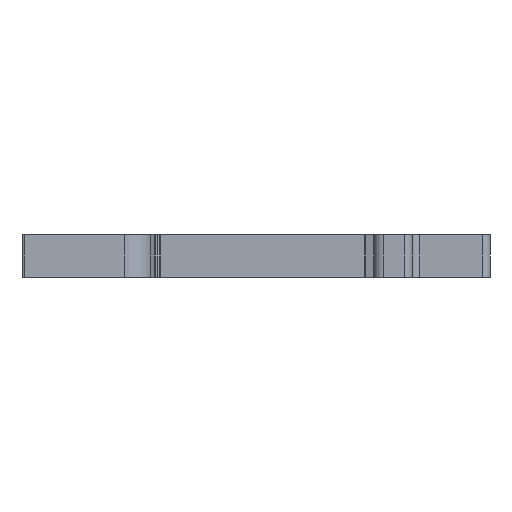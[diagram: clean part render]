
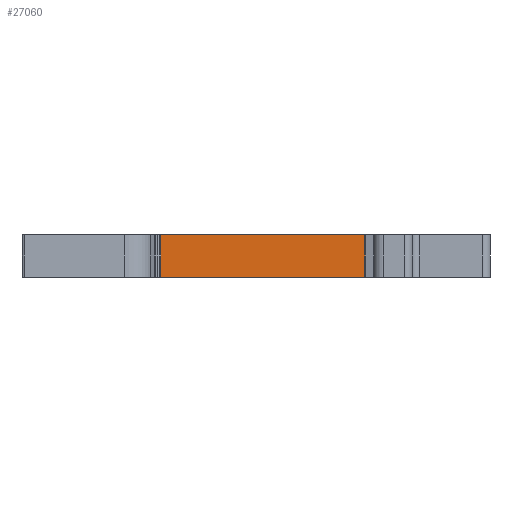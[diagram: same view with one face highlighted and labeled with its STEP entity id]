
A CAD part, front view. The second image highlights one B-rep face of the part: STEP entity #27060.
In plain terms, the highlighted planar face has unit normal (0, -1, 0).
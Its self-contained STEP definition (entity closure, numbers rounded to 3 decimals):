
#10900 = PLANE('',#10901);
#10901 = AXIS2_PLACEMENT_3D('',#10902,#10903,#10904);
#10902 = CARTESIAN_POINT('',(-0.05,34.6,0.));
#10903 = DIRECTION('',(0.,0.,1.));
#10904 = DIRECTION('',(1.,0.,0.));
#11700 = VERTEX_POINT('',#11701);
#11701 = CARTESIAN_POINT('',(-15.03,0.8,0.));
#11720 = CYLINDRICAL_SURFACE('',#11721,0.3);
#11721 = AXIS2_PLACEMENT_3D('',#11722,#11723,#11724);
#11722 = CARTESIAN_POINT('',(-15.03,0.5,6.1));
#11723 = DIRECTION('',(0.,0.,1.));
#11724 = DIRECTION('',(1.,0.,0.));
#11732 = EDGE_CURVE('',#11733,#11700,#11735,.T.);
#11733 = VERTEX_POINT('',#11734);
#11734 = CARTESIAN_POINT('',(14.399,0.8,0.));
#11735 = SURFACE_CURVE('',#11736,(#11740,#11747),.PCURVE_S1.);
#11736 = LINE('',#11737,#11738);
#11737 = CARTESIAN_POINT('',(14.399,0.8,0.));
#11738 = VECTOR('',#11739,1.);
#11739 = DIRECTION('',(-1.,0.,0.));
#11740 = PCURVE('',#10900,#11741);
#11741 = DEFINITIONAL_REPRESENTATION('',(#11742),#11746);
#11742 = LINE('',#11743,#11744);
#11743 = CARTESIAN_POINT('',(14.449,-33.8));
#11744 = VECTOR('',#11745,1.);
#11745 = DIRECTION('',(-1.,0.));
#11746 = ( GEOMETRIC_REPRESENTATION_CONTEXT(2) 
PARAMETRIC_REPRESENTATION_CONTEXT() REPRESENTATION_CONTEXT('2D SPACE',''
  ) );
#11747 = PCURVE('',#11748,#11753);
#11748 = PLANE('',#11749);
#11749 = AXIS2_PLACEMENT_3D('',#11750,#11751,#11752);
#11750 = CARTESIAN_POINT('',(-0.05,0.8,6.1));
#11751 = DIRECTION('',(0.,1.,0.));
#11752 = DIRECTION('',(-1.,0.,0.));
#11753 = DEFINITIONAL_REPRESENTATION('',(#11754),#11758);
#11754 = LINE('',#11755,#11756);
#11755 = CARTESIAN_POINT('',(-14.449,-6.1));
#11756 = VECTOR('',#11757,1.);
#11757 = DIRECTION('',(1.,0.));
#11758 = ( GEOMETRIC_REPRESENTATION_CONTEXT(2) 
PARAMETRIC_REPRESENTATION_CONTEXT() REPRESENTATION_CONTEXT('2D SPACE',''
  ) );
#11781 = CYLINDRICAL_SURFACE('',#11782,0.3);
#11782 = AXIS2_PLACEMENT_3D('',#11783,#11784,#11785);
#11783 = CARTESIAN_POINT('',(14.399,0.5,6.119));
#11784 = DIRECTION('',(0.,0.,-1.));
#11785 = DIRECTION('',(0.,1.,0.));
#13992 = PLANE('',#13993);
#13993 = AXIS2_PLACEMENT_3D('',#13994,#13995,#13996);
#13994 = CARTESIAN_POINT('',(-0.05,34.6,6.1));
#13995 = DIRECTION('',(0.,0.,1.));
#13996 = DIRECTION('',(1.,0.,0.));
#14356 = EDGE_CURVE('',#14357,#14359,#14361,.T.);
#14357 = VERTEX_POINT('',#14358);
#14358 = CARTESIAN_POINT('',(-15.03,0.8,6.1));
#14359 = VERTEX_POINT('',#14360);
#14360 = CARTESIAN_POINT('',(14.399,0.8,6.1));
#14361 = SURFACE_CURVE('',#14362,(#14366,#14373),.PCURVE_S1.);
#14362 = LINE('',#14363,#14364);
#14363 = CARTESIAN_POINT('',(-15.03,0.8,6.1));
#14364 = VECTOR('',#14365,1.);
#14365 = DIRECTION('',(1.,0.,0.));
#14366 = PCURVE('',#13992,#14367);
#14367 = DEFINITIONAL_REPRESENTATION('',(#14368),#14372);
#14368 = LINE('',#14369,#14370);
#14369 = CARTESIAN_POINT('',(-14.98,-33.8));
#14370 = VECTOR('',#14371,1.);
#14371 = DIRECTION('',(1.,0.));
#14372 = ( GEOMETRIC_REPRESENTATION_CONTEXT(2) 
PARAMETRIC_REPRESENTATION_CONTEXT() REPRESENTATION_CONTEXT('2D SPACE',''
  ) );
#14373 = PCURVE('',#11748,#14374);
#14374 = DEFINITIONAL_REPRESENTATION('',(#14375),#14379);
#14375 = LINE('',#14376,#14377);
#14376 = CARTESIAN_POINT('',(14.98,0.));
#14377 = VECTOR('',#14378,1.);
#14378 = DIRECTION('',(-1.,0.));
#14379 = ( GEOMETRIC_REPRESENTATION_CONTEXT(2) 
PARAMETRIC_REPRESENTATION_CONTEXT() REPRESENTATION_CONTEXT('2D SPACE',''
  ) );
#27040 = EDGE_CURVE('',#14357,#11700,#27041,.T.);
#27041 = SURFACE_CURVE('',#27042,(#27046,#27053),.PCURVE_S1.);
#27042 = LINE('',#27043,#27044);
#27043 = CARTESIAN_POINT('',(-15.03,0.8,6.1));
#27044 = VECTOR('',#27045,1.);
#27045 = DIRECTION('',(0.,0.,-1.));
#27046 = PCURVE('',#11720,#27047);
#27047 = DEFINITIONAL_REPRESENTATION('',(#27048),#27052);
#27048 = LINE('',#27049,#27050);
#27049 = CARTESIAN_POINT('',(1.571,0.));
#27050 = VECTOR('',#27051,1.);
#27051 = DIRECTION('',(0.,-1.));
#27052 = ( GEOMETRIC_REPRESENTATION_CONTEXT(2) 
PARAMETRIC_REPRESENTATION_CONTEXT() REPRESENTATION_CONTEXT('2D SPACE',''
  ) );
#27053 = PCURVE('',#11748,#27054);
#27054 = DEFINITIONAL_REPRESENTATION('',(#27055),#27059);
#27055 = LINE('',#27056,#27057);
#27056 = CARTESIAN_POINT('',(14.98,0.));
#27057 = VECTOR('',#27058,1.);
#27058 = DIRECTION('',(0.,-1.));
#27059 = ( GEOMETRIC_REPRESENTATION_CONTEXT(2) 
PARAMETRIC_REPRESENTATION_CONTEXT() REPRESENTATION_CONTEXT('2D SPACE',''
  ) );
#27060 = ADVANCED_FACE('',(#27061),#11748,.F.);
#27061 = FACE_BOUND('',#27062,.F.);
#27062 = EDGE_LOOP('',(#27063,#27064,#27085,#27086));
#27063 = ORIENTED_EDGE('',*,*,#14356,.T.);
#27064 = ORIENTED_EDGE('',*,*,#27065,.F.);
#27065 = EDGE_CURVE('',#11733,#14359,#27066,.T.);
#27066 = SURFACE_CURVE('',#27067,(#27071,#27078),.PCURVE_S1.);
#27067 = LINE('',#27068,#27069);
#27068 = CARTESIAN_POINT('',(14.399,0.8,0.));
#27069 = VECTOR('',#27070,1.);
#27070 = DIRECTION('',(0.,0.,1.));
#27071 = PCURVE('',#11748,#27072);
#27072 = DEFINITIONAL_REPRESENTATION('',(#27073),#27077);
#27073 = LINE('',#27074,#27075);
#27074 = CARTESIAN_POINT('',(-14.449,-6.1));
#27075 = VECTOR('',#27076,1.);
#27076 = DIRECTION('',(0.,1.));
#27077 = ( GEOMETRIC_REPRESENTATION_CONTEXT(2) 
PARAMETRIC_REPRESENTATION_CONTEXT() REPRESENTATION_CONTEXT('2D SPACE',''
  ) );
#27078 = PCURVE('',#11781,#27079);
#27079 = DEFINITIONAL_REPRESENTATION('',(#27080),#27084);
#27080 = LINE('',#27081,#27082);
#27081 = CARTESIAN_POINT('',(0.,6.119));
#27082 = VECTOR('',#27083,1.);
#27083 = DIRECTION('',(0.,-1.));
#27084 = ( GEOMETRIC_REPRESENTATION_CONTEXT(2) 
PARAMETRIC_REPRESENTATION_CONTEXT() REPRESENTATION_CONTEXT('2D SPACE',''
  ) );
#27085 = ORIENTED_EDGE('',*,*,#11732,.T.);
#27086 = ORIENTED_EDGE('',*,*,#27040,.F.);
